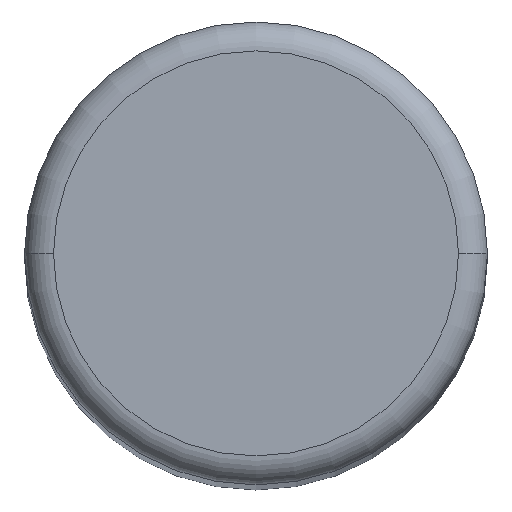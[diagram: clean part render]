
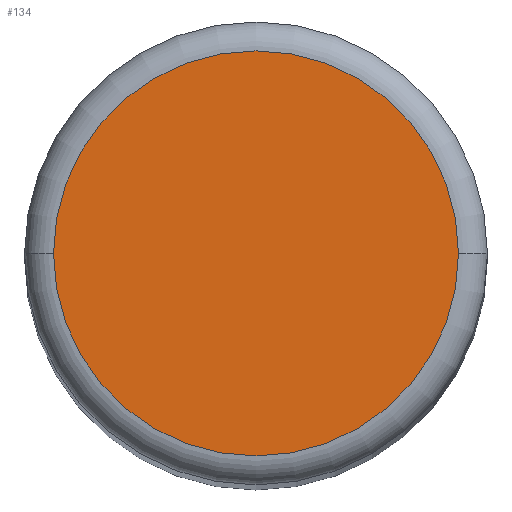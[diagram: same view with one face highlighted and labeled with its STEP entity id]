
A CAD part, top view. The second image highlights one B-rep face of the part: STEP entity #134.
In plain terms, the highlighted planar face has unit normal (0, 0, 1).
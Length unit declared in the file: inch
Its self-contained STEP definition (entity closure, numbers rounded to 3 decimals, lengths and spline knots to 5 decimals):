
#19 = EDGE_CURVE ( 'NONE', #264, #68, #211, .T. ) ;
#25 = CARTESIAN_POINT ( 'NONE',  ( 0.175, 0., 2.58 ) ) ;
#27 = DIRECTION ( 'NONE',  ( 0., 0., 1. ) ) ;
#42 = AXIS2_PLACEMENT_3D ( 'NONE', #128, #63, #155 ) ;
#60 = FACE_OUTER_BOUND ( 'NONE', #72, .T. ) ;
#63 = DIRECTION ( 'NONE',  ( 0., 0., 1. ) ) ;
#68 = VERTEX_POINT ( 'NONE', #25 ) ;
#72 = EDGE_LOOP ( 'NONE', ( #183, #138 ) ) ;
#76 = CARTESIAN_POINT ( 'NONE',  ( -0.175, 0., 2.58 ) ) ;
#90 = AXIS2_PLACEMENT_3D ( 'NONE', #188, #27, #129 ) ;
#127 = DIRECTION ( 'NONE',  ( 1., 0., 0. ) ) ;
#128 = CARTESIAN_POINT ( 'NONE',  ( 0., 0., 2.58 ) ) ;
#129 = DIRECTION ( 'NONE',  ( 1., 0., 0. ) ) ;
#134 = ADVANCED_FACE ( 'NONE', ( #60 ), #216, .T. ) ;
#135 = CIRCLE ( 'NONE', #90, 0.175 ) ;
#138 = ORIENTED_EDGE ( 'NONE', *, *, #19, .T. ) ;
#155 = DIRECTION ( 'NONE',  ( 1., 0., 0. ) ) ;
#159 = AXIS2_PLACEMENT_3D ( 'NONE', #229, #271, #127 ) ;
#183 = ORIENTED_EDGE ( 'NONE', *, *, #272, .T. ) ;
#188 = CARTESIAN_POINT ( 'NONE',  ( 0., 0., 2.58 ) ) ;
#211 = CIRCLE ( 'NONE', #159, 0.175 ) ;
#216 = PLANE ( 'NONE',  #42 ) ;
#229 = CARTESIAN_POINT ( 'NONE',  ( 0., 0., 2.58 ) ) ;
#264 = VERTEX_POINT ( 'NONE', #76 ) ;
#271 = DIRECTION ( 'NONE',  ( 0., 0., 1. ) ) ;
#272 = EDGE_CURVE ( 'NONE', #68, #264, #135, .T. ) ;
